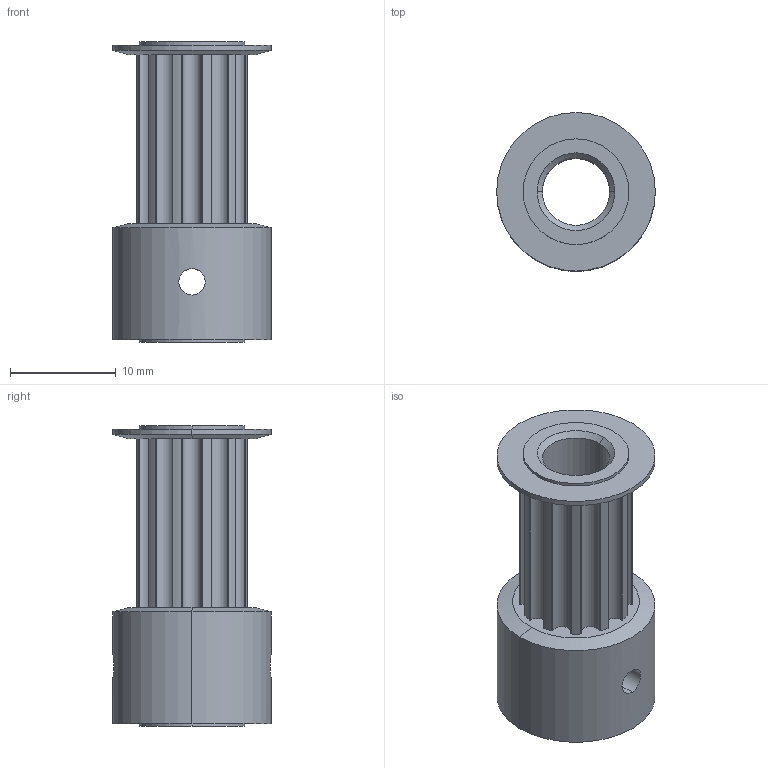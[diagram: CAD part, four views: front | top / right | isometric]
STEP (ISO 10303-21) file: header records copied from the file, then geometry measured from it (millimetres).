
FILE_DESCRIPTION (( 'STEP AP214' ), '1' );
FILE_NAME ('4333240000601.STEP', '2018-01-17T02:11:53', ( '13' ), ( '' ), 'SwSTEP 2.0', 'SolidWorks 2012', '' );
FILE_SCHEMA (( 'AUTOMOTIVE_DESIGN' ));
Length unit declared in the file: millimetre
Products named in the file (1): 4333240000601
Bounding box: 15 x 15 x 28.4 mm (x, y, z)
Volume: 2322.6 mm3; surface area: 2391.5 mm2
Topology: 1 solids, 1 shells, 76 faces, 202 edges, 132 vertices
Faces by surface type: cylinder 62, cone 8, plane 6
Entity records: 2612 total; most frequent: CARTESIAN_POINT 567, DIRECTION 472, ORIENTED_EDGE 404, EDGE_CURVE 202, AXIS2_PLACEMENT_3D 201, VERTEX_POINT 132, CIRCLE 124, EDGE_LOOP 86
